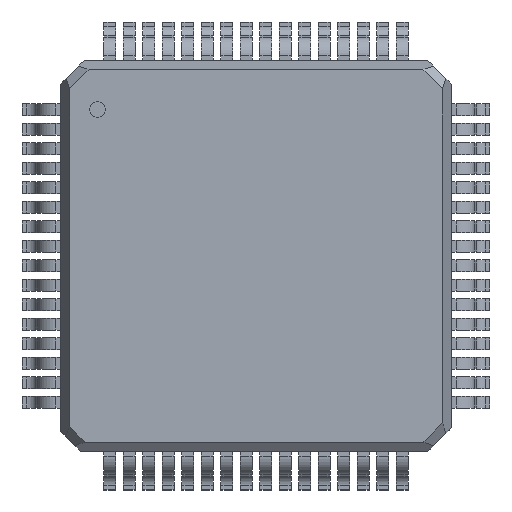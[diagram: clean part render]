
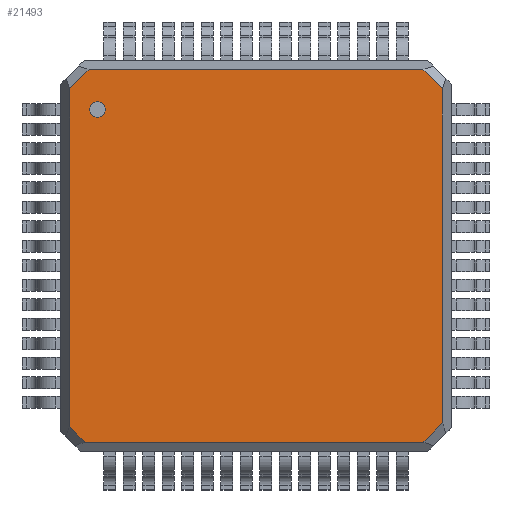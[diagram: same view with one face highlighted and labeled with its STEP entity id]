
A CAD part, top view. The second image highlights one B-rep face of the part: STEP entity #21493.
In plain terms, the highlighted planar face has unit normal (0, 0, 1).
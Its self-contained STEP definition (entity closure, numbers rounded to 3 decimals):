
#10 = B_SPLINE_CURVE_WITH_KNOTS ( 'NONE', 3,
 ( #3522, #22122, #10782, #20018 ),
 .UNSPECIFIED., .F., .F.,
 ( 4, 4 ),
 ( 0., 1. ),
 .UNSPECIFIED. ) ;
#82 = VERTEX_POINT ( 'NONE', #4726 ) ;
#340 = B_SPLINE_CURVE_WITH_KNOTS ( 'NONE', 3,
 ( #14450, #3422, #23506, #1041 ),
 .UNSPECIFIED., .F., .F.,
 ( 4, 4 ),
 ( 0., 1. ),
 .UNSPECIFIED. ) ;
#406 = EDGE_CURVE ( 'NONE', #27665, #16200, #10, .T. ) ;
#1009 = EDGE_CURVE ( 'NONE', #25235, #19386, #5486, .T. ) ;
#1041 = CARTESIAN_POINT ( 'NONE',  ( 4.775, -4.279, 1.6 ) ) ;
#1262 = ORIENTED_EDGE ( 'NONE', *, *, #21749, .T. ) ;
#1355 = B_SPLINE_CURVE_WITH_KNOTS ( 'NONE', 3,
 ( #20442, #29209, #6327, #15527 ),
 .UNSPECIFIED., .F., .F.,
 ( 4, 4 ),
 ( 0., 1. ),
 .UNSPECIFIED. ) ;
#1862 = ORIENTED_EDGE ( 'NONE', *, *, #11052, .F. ) ;
#2371 = EDGE_CURVE ( 'NONE', #9533, #13884, #1355, .T. ) ;
#2380 = ORIENTED_EDGE ( 'NONE', *, *, #1009, .T. ) ;
#3422 = CARTESIAN_POINT ( 'NONE',  ( 4.775, 1.426, 1.6 ) ) ;
#3522 = CARTESIAN_POINT ( 'NONE',  ( -4.775, -4.379, 1.6 ) ) ;
#4136 = EDGE_CURVE ( 'NONE', #9533, #82, #15156, .T. ) ;
#4288 = CARTESIAN_POINT ( 'NONE',  ( -4.279, 4.775, 1.6 ) ) ;
#4537 = FACE_OUTER_BOUND ( 'NONE', #19115, .T. ) ;
#4726 = CARTESIAN_POINT ( 'NONE',  ( 4.775, -4.279, 1.6 ) ) ;
#4858 = CARTESIAN_POINT ( 'NONE',  ( 1.426, 4.775, 1.6 ) ) ;
#5486 = LINE ( 'NONE', #11887, #18181 ) ;
#5949 = CARTESIAN_POINT ( 'NONE',  ( -0.248, -9.302, 1.6 ) ) ;
#6327 = CARTESIAN_POINT ( 'NONE',  ( -1.493, -4.775, 1.6 ) ) ;
#6733 = B_SPLINE_CURVE_WITH_KNOTS ( 'NONE', 3,
 ( #11840, #25218, #4858, #13936 ),
 .UNSPECIFIED., .F., .F.,
 ( 4, 4 ),
 ( 0., 1. ),
 .UNSPECIFIED. ) ;
#7710 = VECTOR ( 'NONE', #26751, 1000. ) ;
#7736 = CARTESIAN_POINT ( 'NONE',  ( 4.279, -4.775, 1.6 ) ) ;
#7989 = CARTESIAN_POINT ( 'NONE',  ( 4.279, 4.775, 1.6 ) ) ;
#8475 = VERTEX_POINT ( 'NONE', #4288 ) ;
#8547 = PLANE ( 'NONE',  #28862 ) ;
#9533 = VERTEX_POINT ( 'NONE', #7736 ) ;
#9741 = ORIENTED_EDGE ( 'NONE', *, *, #4136, .T. ) ;
#10782 = CARTESIAN_POINT ( 'NONE',  ( -4.775, 1.393, 1.6 ) ) ;
#11052 = EDGE_CURVE ( 'NONE', #8475, #19386, #6733, .T. ) ;
#11742 = ORIENTED_EDGE ( 'NONE', *, *, #18307, .F. ) ;
#11840 = CARTESIAN_POINT ( 'NONE',  ( -4.279, 4.775, 1.6 ) ) ;
#11887 = CARTESIAN_POINT ( 'NONE',  ( 4.527, 4.527, 1.6 ) ) ;
#13162 = DIRECTION ( 'NONE',  ( 1., 0., 0. ) ) ;
#13471 = CARTESIAN_POINT ( 'NONE',  ( -4.775, -4.775, 1.6 ) ) ;
#13884 = VERTEX_POINT ( 'NONE', #19771 ) ;
#13936 = CARTESIAN_POINT ( 'NONE',  ( 4.279, 4.775, 1.6 ) ) ;
#14210 = CARTESIAN_POINT ( 'NONE',  ( -4.775, 4.279, 1.6 ) ) ;
#14450 = CARTESIAN_POINT ( 'NONE',  ( 4.775, 4.279, 1.6 ) ) ;
#15156 = LINE ( 'NONE', #5949, #7710 ) ;
#15527 = CARTESIAN_POINT ( 'NONE',  ( -4.379, -4.775, 1.6 ) ) ;
#16200 = VERTEX_POINT ( 'NONE', #14210 ) ;
#17472 = VECTOR ( 'NONE', #18941, 1000. ) ;
#18181 = VECTOR ( 'NONE', #28082, 1000. ) ;
#18231 = CARTESIAN_POINT ( 'NONE',  ( -9.302, -0.248, 1.6 ) ) ;
#18307 = EDGE_CURVE ( 'NONE', #25235, #82, #340, .T. ) ;
#18655 = EDGE_CURVE ( 'NONE', #8475, #16200, #22115, .T. ) ;
#18941 = DIRECTION ( 'NONE',  ( 0.707, -0.707, 0. ) ) ;
#19115 = EDGE_LOOP ( 'NONE', ( #1862, #20154, #26117, #1262, #28529, #9741, #11742, #2380 ) ) ;
#19386 = VERTEX_POINT ( 'NONE', #7989 ) ;
#19771 = CARTESIAN_POINT ( 'NONE',  ( -4.379, -4.775, 1.6 ) ) ;
#20018 = CARTESIAN_POINT ( 'NONE',  ( -4.775, 4.279, 1.6 ) ) ;
#20154 = ORIENTED_EDGE ( 'NONE', *, *, #18655, .T. ) ;
#20442 = CARTESIAN_POINT ( 'NONE',  ( 4.279, -4.775, 1.6 ) ) ;
#21493 = ADVANCED_FACE ( 'NONE', ( #4537 ), #8547, .T. ) ;
#21631 = CARTESIAN_POINT ( 'NONE',  ( -4.577, -4.577, 1.6 ) ) ;
#21749 = EDGE_CURVE ( 'NONE', #27665, #13884, #23689, .T. ) ;
#22115 = LINE ( 'NONE', #18231, #27253 ) ;
#22122 = CARTESIAN_POINT ( 'NONE',  ( -4.775, -1.493, 1.6 ) ) ;
#23087 = CARTESIAN_POINT ( 'NONE',  ( -4.775, -4.379, 1.6 ) ) ;
#23506 = CARTESIAN_POINT ( 'NONE',  ( 4.775, -1.426, 1.6 ) ) ;
#23689 = LINE ( 'NONE', #21631, #17472 ) ;
#25218 = CARTESIAN_POINT ( 'NONE',  ( -1.426, 4.775, 1.6 ) ) ;
#25235 = VERTEX_POINT ( 'NONE', #28193 ) ;
#26117 = ORIENTED_EDGE ( 'NONE', *, *, #406, .F. ) ;
#26751 = DIRECTION ( 'NONE',  ( 0.707, 0.707, 0. ) ) ;
#26841 = DIRECTION ( 'NONE',  ( 0., 0., 1. ) ) ;
#27253 = VECTOR ( 'NONE', #29358, 1000. ) ;
#27665 = VERTEX_POINT ( 'NONE', #23087 ) ;
#28082 = DIRECTION ( 'NONE',  ( -0.707, 0.707, 0. ) ) ;
#28193 = CARTESIAN_POINT ( 'NONE',  ( 4.775, 4.279, 1.6 ) ) ;
#28529 = ORIENTED_EDGE ( 'NONE', *, *, #2371, .F. ) ;
#28862 = AXIS2_PLACEMENT_3D ( 'NONE', #13471, #26841, #13162 ) ;
#29209 = CARTESIAN_POINT ( 'NONE',  ( 1.393, -4.775, 1.6 ) ) ;
#29358 = DIRECTION ( 'NONE',  ( -0.707, -0.707, 0. ) ) ;
